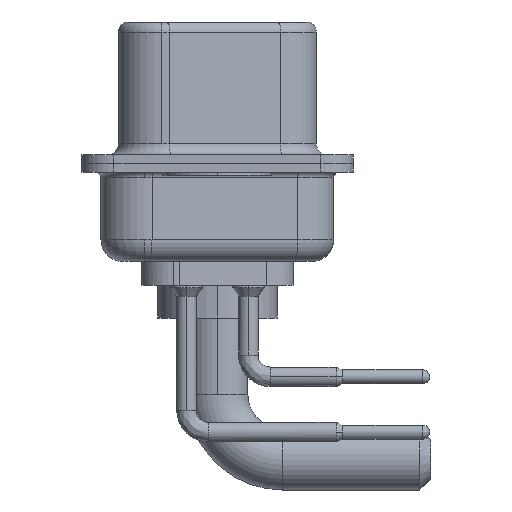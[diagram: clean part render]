
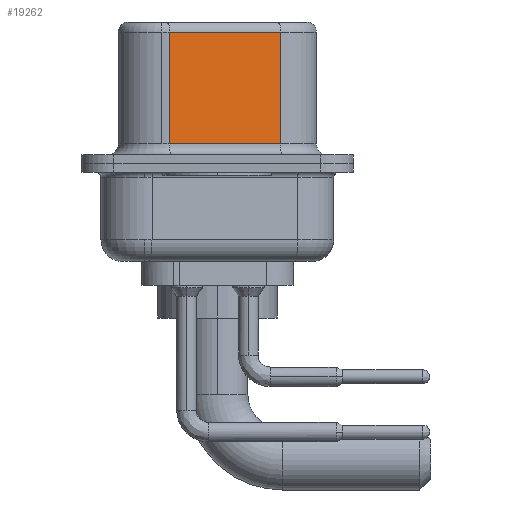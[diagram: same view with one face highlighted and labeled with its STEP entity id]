
A CAD part, left-side view. The second image highlights one B-rep face of the part: STEP entity #19262.
In plain terms, the highlighted planar face has unit normal (-0.985, -0.174, 0).
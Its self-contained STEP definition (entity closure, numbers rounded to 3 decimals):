
#509 = LINE ( 'NONE', #22928, #16211 ) ;
#978 = LINE ( 'NONE', #13930, #3284 ) ;
#1087 = VERTEX_POINT ( 'NONE', #13408 ) ;
#2734 = EDGE_LOOP ( 'NONE', ( #17853, #5246, #23264, #20216 ) ) ;
#3284 = VECTOR ( 'NONE', #15851, 1000. ) ;
#3654 = VERTEX_POINT ( 'NONE', #17174 ) ;
#3789 = AXIS2_PLACEMENT_3D ( 'NONE', #11126, #13433, #22785 ) ;
#4160 = FACE_OUTER_BOUND ( 'NONE', #2734, .T. ) ;
#5037 = LINE ( 'NONE', #9183, #20156 ) ;
#5246 = ORIENTED_EDGE ( 'NONE', *, *, #9627, .T. ) ;
#5268 = DIRECTION ( 'NONE',  ( 0., 0., -1. ) ) ;
#5849 = VERTEX_POINT ( 'NONE', #21340 ) ;
#9183 = CARTESIAN_POINT ( 'NONE',  ( 3.68, 2.203, 6.52 ) ) ;
#9315 = VERTEX_POINT ( 'NONE', #20113 ) ;
#9627 = EDGE_CURVE ( 'NONE', #1087, #3654, #978, .T. ) ;
#11126 = CARTESIAN_POINT ( 'NONE',  ( 4.58, -2.897, 6.52 ) ) ;
#11455 = EDGE_CURVE ( 'NONE', #5849, #9315, #509, .T. ) ;
#12429 = EDGE_CURVE ( 'NONE', #1087, #9315, #19800, .T. ) ;
#12543 = DIRECTION ( 'NONE',  ( 0., 0., -1. ) ) ;
#13408 = CARTESIAN_POINT ( 'NONE',  ( 4.58, -2.897, 6.02 ) ) ;
#13433 = DIRECTION ( 'NONE',  ( 0.985, 0.174, 0. ) ) ;
#13696 = DIRECTION ( 'NONE',  ( 0.174, -0.985, 0. ) ) ;
#13877 = CARTESIAN_POINT ( 'NONE',  ( 4.58, -2.897, 6.52 ) ) ;
#13930 = CARTESIAN_POINT ( 'NONE',  ( 4.58, -2.897, 6.02 ) ) ;
#14940 = EDGE_CURVE ( 'NONE', #3654, #5849, #5037, .T. ) ;
#15851 = DIRECTION ( 'NONE',  ( -0.174, 0.985, 0. ) ) ;
#16211 = VECTOR ( 'NONE', #13696, 1000. ) ;
#17071 = PLANE ( 'NONE',  #3789 ) ;
#17174 = CARTESIAN_POINT ( 'NONE',  ( 3.68, 2.203, 6.02 ) ) ;
#17853 = ORIENTED_EDGE ( 'NONE', *, *, #12429, .F. ) ;
#18124 = VECTOR ( 'NONE', #12543, 1000. ) ;
#19262 = ADVANCED_FACE ( 'NONE', ( #4160 ), #17071, .F. ) ;
#19800 = LINE ( 'NONE', #13877, #18124 ) ;
#20113 = CARTESIAN_POINT ( 'NONE',  ( 4.58, -2.897, 0.9 ) ) ;
#20156 = VECTOR ( 'NONE', #5268, 1000. ) ;
#20216 = ORIENTED_EDGE ( 'NONE', *, *, #11455, .T. ) ;
#21340 = CARTESIAN_POINT ( 'NONE',  ( 3.68, 2.203, 0.9 ) ) ;
#22785 = DIRECTION ( 'NONE',  ( -0.174, 0.985, 0. ) ) ;
#22928 = CARTESIAN_POINT ( 'NONE',  ( 4.58, -2.897, 0.9 ) ) ;
#23264 = ORIENTED_EDGE ( 'NONE', *, *, #14940, .T. ) ;
